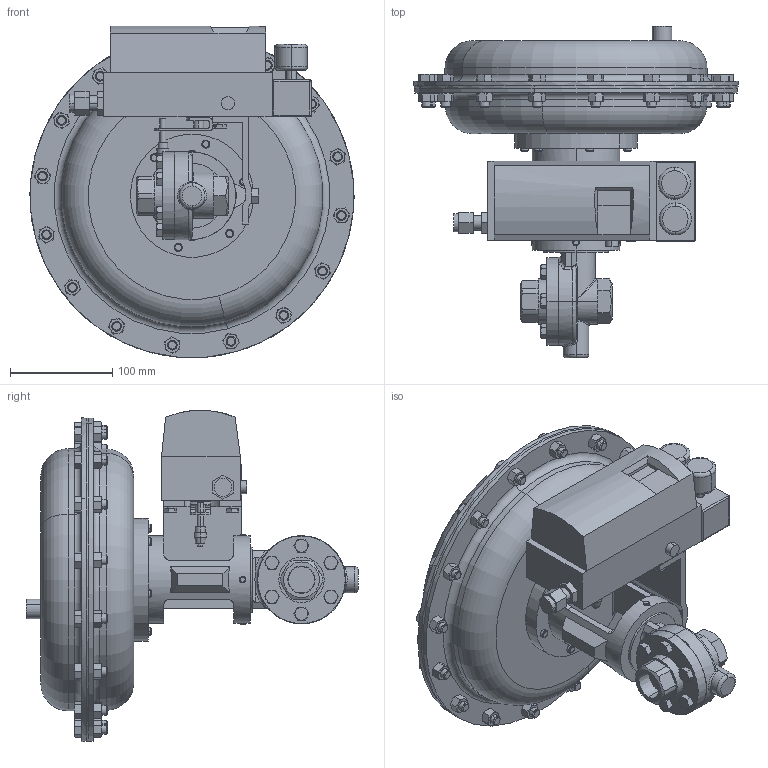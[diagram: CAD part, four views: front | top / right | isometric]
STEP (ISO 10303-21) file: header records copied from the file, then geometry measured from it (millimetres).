
FILE_DESCRIPTION (( 'STEP AP203' ), '1' );
FILE_NAME ('70SP-075-DI+BR-PT-55M-16IQ.STEP', '2017-09-11T16:36:02', ( '' ), ( '' ), 'SwSTEP 2.0', 'SolidWorks 2014', '' );
FILE_SCHEMA (( 'CONFIG_CONTROL_DESIGN' ));
Length unit declared in the file: inch
Products named in the file (1): 70SP-075-DI+BR-PT-55M-16IQ
Bounding box: 317.5 x 325.25 x 324.83 mm (x, y, z)
Volume: 6758207.5 mm3; surface area: 407783.9 mm2
Topology: 1 solids, 1 shells, 1067 faces, 2452 edges, 1478 vertices
Faces by surface type: plane 457, cone 400, cylinder 167, torus 28, bspline 10, sphere 5
Entity records: 33708 total; most frequent: CARTESIAN_POINT 10649, ORIENTED_EDGE 4896, DIRECTION 4552, EDGE_CURVE 2448, AXIS2_PLACEMENT_3D 1823, VERTEX_POINT 1478, EDGE_LOOP 1166, ADVANCED_FACE 1067
